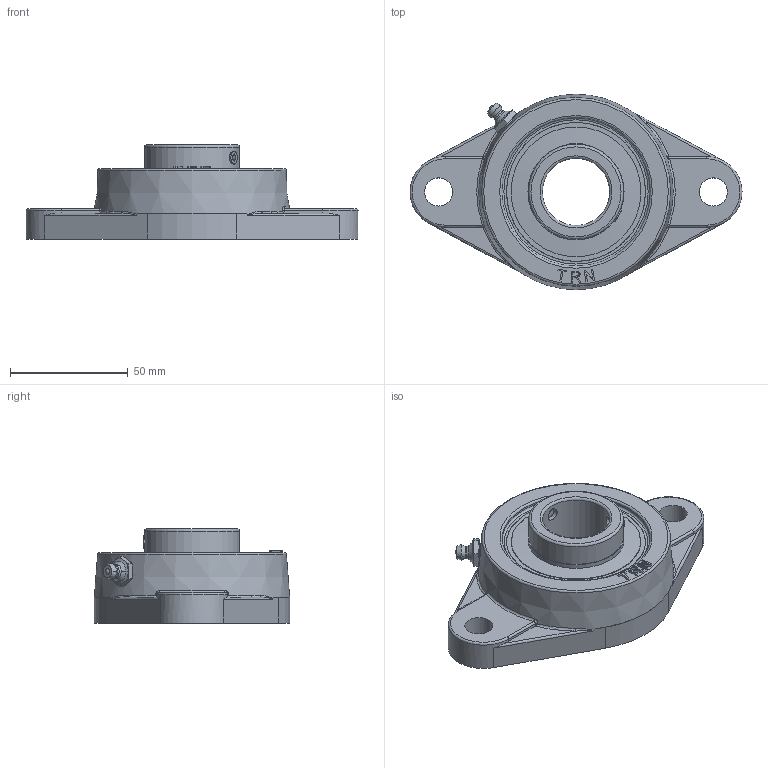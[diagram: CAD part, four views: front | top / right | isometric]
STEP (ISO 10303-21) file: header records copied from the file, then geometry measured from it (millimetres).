
FILE_DESCRIPTION(/* description */ ('Alibre Inc.'),/* implementation_level */ '2;1');
FILE_NAME(/* name */ 'export0',/* time_stamp */ '2015-11-27T08:46:01-08:00',/* author */ (''),/* organization */ (''),/* preprocessor_version */ 'ST-DEVELOPER v12',/* originating_system */ 'Alibre',/* authorisation */ '');
FILE_SCHEMA (('AUTOMOTIVE_DESIGN'));
Length unit declared in the file: centimetre
Products named in the file (7): 3
Bounding box: 141 x 83 x 40.1 mm (x, y, z)
Volume: 126827.6 mm3; surface area: 48261.3 mm2
Topology: 8 solids, 8 shells, 235 faces, 575 edges, 358 vertices
Faces by surface type: plane 98, cylinder 47, bspline 32, cone 29, torus 20, sphere 9
Full cylindrical faces by diameter (mm): 1.998 x2, 5 x2, 5.359 x4, 12 x2, 28.575 x1, 40.259 x1, 40.284 x2, 40.792 x2, 55.093 x1, 55.118 x2, 63.017 x1, 65.017 x1
Entity records: 8929 total; most frequent: CARTESIAN_POINT 4250, ORIENTED_EDGE 966, DIRECTION 777, EDGE_CURVE 483, AXIS2_PLACEMENT_3D 335, VERTEX_POINT 318, EDGE_LOOP 279, FACE_BOUND 279
